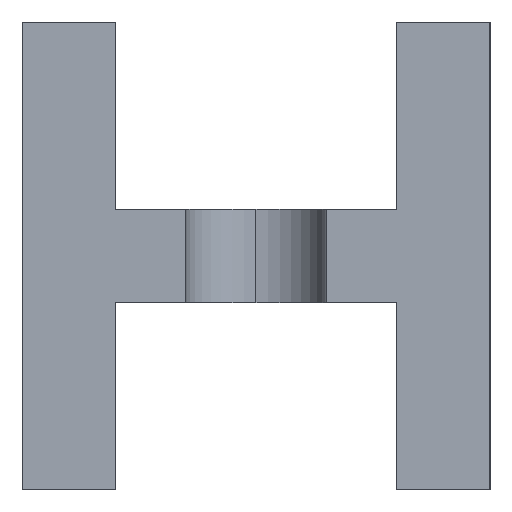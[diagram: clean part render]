
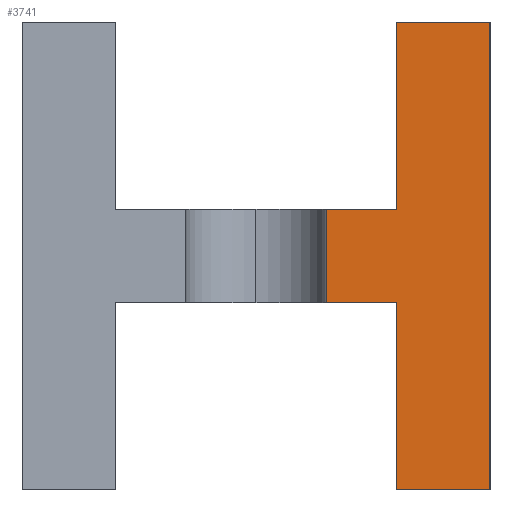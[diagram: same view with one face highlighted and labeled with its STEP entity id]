
A CAD part, left-side view. The second image highlights one B-rep face of the part: STEP entity #3741.
In plain terms, the highlighted planar face has unit normal (-1, 0, 0).
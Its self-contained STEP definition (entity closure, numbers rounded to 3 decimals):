
#42 = DIRECTION ( 'NONE',  ( 0., 1., 0. ) ) ;
#161 = CARTESIAN_POINT ( 'NONE',  ( 0., 2., 0. ) ) ;
#218 = CARTESIAN_POINT ( 'NONE',  ( 0., 0., 0. ) ) ;
#250 = DIRECTION ( 'NONE',  ( 0., -1., 0. ) ) ;
#302 = CARTESIAN_POINT ( 'NONE',  ( 0., 3.5, 6. ) ) ;
#367 = VERTEX_POINT ( 'NONE', #218 ) ;
#471 = CARTESIAN_POINT ( 'NONE',  ( 0., 2., 10. ) ) ;
#844 = VECTOR ( 'NONE', #42, 1000. ) ;
#851 = VERTEX_POINT ( 'NONE', #5469 ) ;
#872 = LINE ( 'NONE', #2810, #4343 ) ;
#930 = FACE_OUTER_BOUND ( 'NONE', #2792, .T. ) ;
#1165 = LINE ( 'NONE', #2338, #1235 ) ;
#1181 = EDGE_CURVE ( 'NONE', #2696, #4002, #1165, .T. ) ;
#1235 = VECTOR ( 'NONE', #1472, 1000. ) ;
#1472 = DIRECTION ( 'NONE',  ( 0., 0., 1. ) ) ;
#1485 = ORIENTED_EDGE ( 'NONE', *, *, #3728, .F. ) ;
#1546 = VERTEX_POINT ( 'NONE', #4962 ) ;
#1590 = CARTESIAN_POINT ( 'NONE',  ( 0., 0., 10. ) ) ;
#1607 = DIRECTION ( 'NONE',  ( 0., -1., 0. ) ) ;
#1672 = CARTESIAN_POINT ( 'NONE',  ( 0., 0., 0. ) ) ;
#1760 = DIRECTION ( 'NONE',  ( 0., 1., 0. ) ) ;
#2106 = EDGE_CURVE ( 'NONE', #367, #2696, #5582, .T. ) ;
#2157 = VECTOR ( 'NONE', #2951, 1000. ) ;
#2221 = CARTESIAN_POINT ( 'NONE',  ( 0., 3.5, 4. ) ) ;
#2256 = CARTESIAN_POINT ( 'NONE',  ( 0., 8., 4. ) ) ;
#2338 = CARTESIAN_POINT ( 'NONE',  ( 0., 2., 4. ) ) ;
#2359 = CARTESIAN_POINT ( 'NONE',  ( 0., 2., 6. ) ) ;
#2566 = CARTESIAN_POINT ( 'NONE',  ( 0., 2., 10. ) ) ;
#2696 = VERTEX_POINT ( 'NONE', #3022 ) ;
#2721 = EDGE_CURVE ( 'NONE', #1546, #367, #872, .T. ) ;
#2727 = LINE ( 'NONE', #471, #4935 ) ;
#2792 = EDGE_LOOP ( 'NONE', ( #1485, #4117, #3256, #3222, #3287, #3217, #3298, #3139 ) ) ;
#2810 = CARTESIAN_POINT ( 'NONE',  ( 0., 0., 0. ) ) ;
#2934 = CARTESIAN_POINT ( 'NONE',  ( 0., 3.5, 4. ) ) ;
#2951 = DIRECTION ( 'NONE',  ( 0., 0., 1. ) ) ;
#3022 = CARTESIAN_POINT ( 'NONE',  ( 0., 2., 0. ) ) ;
#3139 = ORIENTED_EDGE ( 'NONE', *, *, #4220, .F. ) ;
#3217 = ORIENTED_EDGE ( 'NONE', *, *, #3348, .F. ) ;
#3222 = ORIENTED_EDGE ( 'NONE', *, *, #2106, .F. ) ;
#3250 = DIRECTION ( 'NONE',  ( 0., 0., -1. ) ) ;
#3256 = ORIENTED_EDGE ( 'NONE', *, *, #1181, .F. ) ;
#3276 = PLANE ( 'NONE',  #3317 ) ;
#3287 = ORIENTED_EDGE ( 'NONE', *, *, #2721, .F. ) ;
#3298 = ORIENTED_EDGE ( 'NONE', *, *, #3648, .F. ) ;
#3317 = AXIS2_PLACEMENT_3D ( 'NONE', #1672, #3836, #4373 ) ;
#3348 = EDGE_CURVE ( 'NONE', #4573, #1546, #5663, .T. ) ;
#3392 = CARTESIAN_POINT ( 'NONE',  ( 0., 2., 4. ) ) ;
#3648 = EDGE_CURVE ( 'NONE', #851, #4573, #2727, .T. ) ;
#3728 = EDGE_CURVE ( 'NONE', #5562, #3991, #5801, .T. ) ;
#3741 = ADVANCED_FACE ( 'NONE', ( #930 ), #3276, .T. ) ;
#3786 = LINE ( 'NONE', #2359, #4917 ) ;
#3836 = DIRECTION ( 'NONE',  ( -1., 0., 0. ) ) ;
#3991 = VERTEX_POINT ( 'NONE', #302 ) ;
#4002 = VERTEX_POINT ( 'NONE', #3392 ) ;
#4117 = ORIENTED_EDGE ( 'NONE', *, *, #5275, .F. ) ;
#4220 = EDGE_CURVE ( 'NONE', #3991, #851, #3786, .T. ) ;
#4276 = DIRECTION ( 'NONE',  ( 0., 0., 1. ) ) ;
#4343 = VECTOR ( 'NONE', #3250, 1000. ) ;
#4373 = DIRECTION ( 'NONE',  ( 0., 0., 1. ) ) ;
#4573 = VERTEX_POINT ( 'NONE', #2566 ) ;
#4634 = VECTOR ( 'NONE', #1760, 1000. ) ;
#4917 = VECTOR ( 'NONE', #250, 1000. ) ;
#4935 = VECTOR ( 'NONE', #4276, 1000. ) ;
#4962 = CARTESIAN_POINT ( 'NONE',  ( 0., 0., 10. ) ) ;
#5275 = EDGE_CURVE ( 'NONE', #4002, #5562, #5767, .T. ) ;
#5469 = CARTESIAN_POINT ( 'NONE',  ( 0., 2., 6. ) ) ;
#5535 = VECTOR ( 'NONE', #1607, 1000. ) ;
#5562 = VERTEX_POINT ( 'NONE', #2221 ) ;
#5582 = LINE ( 'NONE', #161, #844 ) ;
#5663 = LINE ( 'NONE', #1590, #5535 ) ;
#5767 = LINE ( 'NONE', #2256, #4634 ) ;
#5801 = LINE ( 'NONE', #2934, #2157 ) ;
